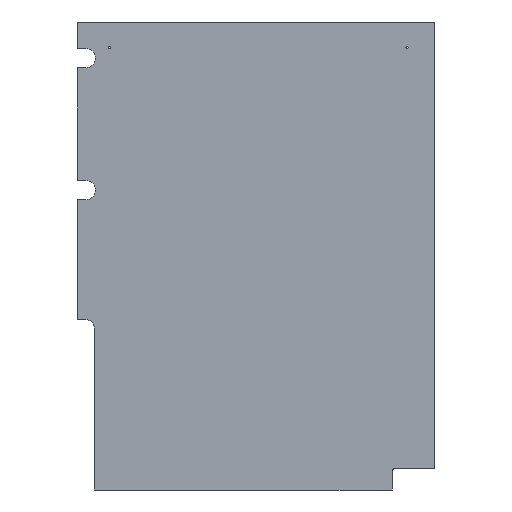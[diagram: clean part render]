
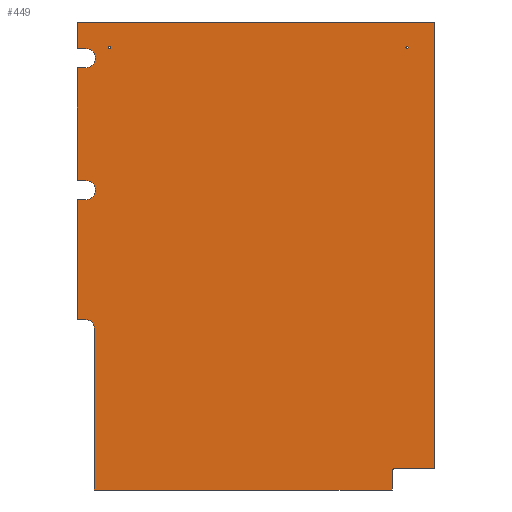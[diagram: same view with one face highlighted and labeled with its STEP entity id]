
A CAD part, front view. The second image highlights one B-rep face of the part: STEP entity #449.
In plain terms, the highlighted planar face has unit normal (0, -1, 0).
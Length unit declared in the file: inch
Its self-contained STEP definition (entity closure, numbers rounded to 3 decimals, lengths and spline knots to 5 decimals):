
#22=FACE_BOUND('',#79,.T.);
#23=FACE_BOUND('',#80,.T.);
#32=CIRCLE('',#475,1.125);
#33=CIRCLE('',#480,1.125);
#34=CIRCLE('',#487,0.25);
#35=CIRCLE('',#489,1.);
#36=CIRCLE('',#490,0.125);
#37=CIRCLE('',#491,0.125);
#54=FACE_OUTER_BOUND('',#78,.T.);
#78=EDGE_LOOP('',(#358,#359,#360,#361,#362,#363,#364,#365,#366,#367,#368,
#369,#370,#371,#372,#373,#374,#375));
#79=EDGE_LOOP('',(#376));
#80=EDGE_LOOP('',(#377));
#90=LINE('',#621,#136);
#106=LINE('',#665,#152);
#108=LINE('',#669,#154);
#110=LINE('',#673,#156);
#113=LINE('',#681,#159);
#115=LINE('',#685,#161);
#117=LINE('',#689,#163);
#120=LINE('',#697,#166);
#122=LINE('',#701,#168);
#124=LINE('',#705,#170);
#127=LINE('',#710,#173);
#128=LINE('',#713,#174);
#130=LINE('',#721,#176);
#131=LINE('',#722,#177);
#136=VECTOR('',#503,2.25);
#152=VECTOR('',#535,1.);
#154=VECTOR('',#539,14.125);
#156=VECTOR('',#543,1.);
#159=VECTOR('',#552,1.);
#161=VECTOR('',#556,13.25);
#163=VECTOR('',#560,1.);
#166=VECTOR('',#569,1.);
#168=VECTOR('',#573,3.125);
#170=VECTOR('',#577,42.);
#173=VECTOR('',#582,52.5);
#174=VECTOR('',#585,4.75);
#176=VECTOR('',#595,19.);
#177=VECTOR('',#596,35.);
#182=VERTEX_POINT('',#618);
#183=VERTEX_POINT('',#620);
#202=VERTEX_POINT('',#662);
#203=VERTEX_POINT('',#664);
#204=VERTEX_POINT('',#668);
#205=VERTEX_POINT('',#672);
#206=VERTEX_POINT('',#676);
#207=VERTEX_POINT('',#680);
#208=VERTEX_POINT('',#684);
#209=VERTEX_POINT('',#688);
#210=VERTEX_POINT('',#692);
#211=VERTEX_POINT('',#696);
#212=VERTEX_POINT('',#700);
#213=VERTEX_POINT('',#704);
#214=VERTEX_POINT('',#708);
#215=VERTEX_POINT('',#712);
#216=VERTEX_POINT('',#718);
#217=VERTEX_POINT('',#720);
#218=VERTEX_POINT('',#723);
#219=VERTEX_POINT('',#725);
#222=EDGE_CURVE('',#182,#183,#90,.T.);
#244=EDGE_CURVE('',#202,#203,#106,.T.);
#246=EDGE_CURVE('',#203,#204,#108,.T.);
#248=EDGE_CURVE('',#205,#204,#110,.T.);
#250=EDGE_CURVE('',#205,#206,#32,.T.);
#252=EDGE_CURVE('',#206,#207,#113,.T.);
#254=EDGE_CURVE('',#207,#208,#115,.T.);
#256=EDGE_CURVE('',#209,#208,#117,.T.);
#258=EDGE_CURVE('',#209,#210,#33,.T.);
#260=EDGE_CURVE('',#210,#211,#120,.T.);
#262=EDGE_CURVE('',#211,#212,#122,.T.);
#264=EDGE_CURVE('',#212,#213,#124,.T.);
#267=EDGE_CURVE('',#214,#213,#127,.T.);
#268=EDGE_CURVE('',#214,#215,#128,.T.);
#270=EDGE_CURVE('',#215,#182,#34,.T.);
#271=EDGE_CURVE('',#216,#202,#35,.T.);
#272=EDGE_CURVE('',#217,#216,#130,.T.);
#273=EDGE_CURVE('',#183,#217,#131,.T.);
#274=EDGE_CURVE('',#218,#218,#36,.T.);
#275=EDGE_CURVE('',#219,#219,#37,.T.);
#358=ORIENTED_EDGE('',*,*,#244,.F.);
#359=ORIENTED_EDGE('',*,*,#271,.F.);
#360=ORIENTED_EDGE('',*,*,#272,.F.);
#361=ORIENTED_EDGE('',*,*,#273,.F.);
#362=ORIENTED_EDGE('',*,*,#222,.F.);
#363=ORIENTED_EDGE('',*,*,#270,.F.);
#364=ORIENTED_EDGE('',*,*,#268,.F.);
#365=ORIENTED_EDGE('',*,*,#267,.T.);
#366=ORIENTED_EDGE('',*,*,#264,.F.);
#367=ORIENTED_EDGE('',*,*,#262,.F.);
#368=ORIENTED_EDGE('',*,*,#260,.F.);
#369=ORIENTED_EDGE('',*,*,#258,.F.);
#370=ORIENTED_EDGE('',*,*,#256,.T.);
#371=ORIENTED_EDGE('',*,*,#254,.F.);
#372=ORIENTED_EDGE('',*,*,#252,.F.);
#373=ORIENTED_EDGE('',*,*,#250,.F.);
#374=ORIENTED_EDGE('',*,*,#248,.T.);
#375=ORIENTED_EDGE('',*,*,#246,.F.);
#376=ORIENTED_EDGE('',*,*,#274,.F.);
#377=ORIENTED_EDGE('',*,*,#275,.F.);
#407=PLANE('',#488);
#449=ADVANCED_FACE('',(#54,#22,#23),#407,.T.);
#475=AXIS2_PLACEMENT_3D('',#677,#547,#548);
#480=AXIS2_PLACEMENT_3D('',#693,#564,#565);
#487=AXIS2_PLACEMENT_3D('',#716,#589,#590);
#488=AXIS2_PLACEMENT_3D('',#717,#591,#592);
#489=AXIS2_PLACEMENT_3D('',#719,#593,#594);
#490=AXIS2_PLACEMENT_3D('',#724,#597,#598);
#491=AXIS2_PLACEMENT_3D('',#726,#599,#600);
#503=DIRECTION('',(0.,0.,-1.));
#535=DIRECTION('',(-1.,0.,0.));
#539=DIRECTION('',(0.,0.,1.));
#543=DIRECTION('',(-1.,0.,0.));
#547=DIRECTION('center_axis',(0.,-1.,0.));
#548=DIRECTION('ref_axis',(0.,0.,-1.));
#552=DIRECTION('',(-1.,0.,0.));
#556=DIRECTION('',(0.,0.,1.));
#560=DIRECTION('',(-1.,0.,0.));
#564=DIRECTION('center_axis',(0.,-1.,0.));
#565=DIRECTION('ref_axis',(0.,0.,-1.));
#569=DIRECTION('',(-1.,0.,0.));
#573=DIRECTION('',(0.,0.,1.));
#577=DIRECTION('',(1.,0.,0.));
#582=DIRECTION('',(0.,0.,1.));
#585=DIRECTION('',(-1.,0.,0.));
#589=DIRECTION('center_axis',(0.,-1.,0.));
#590=DIRECTION('ref_axis',(0.,0.,1.));
#591=DIRECTION('center_axis',(0.,-1.,0.));
#592=DIRECTION('ref_axis',(1.,0.,0.));
#593=DIRECTION('center_axis',(0.,-1.,0.));
#594=DIRECTION('ref_axis',(1.,0.,0.));
#595=DIRECTION('',(0.,0.,1.));
#596=DIRECTION('',(-1.,0.,0.));
#597=DIRECTION('center_axis',(0.,-1.,0.));
#598=DIRECTION('ref_axis',(0.,0.,-1.));
#599=DIRECTION('center_axis',(0.,-1.,0.));
#600=DIRECTION('ref_axis',(0.,0.,1.));
#618=CARTESIAN_POINT('',(16.,-21.275,2.25));
#620=CARTESIAN_POINT('',(16.,-21.275,0.));
#621=CARTESIAN_POINT('',(16.,-21.275,2.25));
#662=CARTESIAN_POINT('',(-20.,-21.275,20.));
#664=CARTESIAN_POINT('',(-21.,-21.275,20.));
#665=CARTESIAN_POINT('',(-20.,-21.275,20.));
#668=CARTESIAN_POINT('',(-21.,-21.275,34.125));
#669=CARTESIAN_POINT('',(-21.,-21.275,20.));
#672=CARTESIAN_POINT('',(-20.,-21.275,34.125));
#673=CARTESIAN_POINT('',(-20.,-21.275,34.125));
#676=CARTESIAN_POINT('',(-20.,-21.275,36.375));
#677=CARTESIAN_POINT('Origin',(-20.,-21.275,35.25));
#680=CARTESIAN_POINT('',(-21.,-21.275,36.375));
#681=CARTESIAN_POINT('',(-20.,-21.275,36.375));
#684=CARTESIAN_POINT('',(-21.,-21.275,49.625));
#685=CARTESIAN_POINT('',(-21.,-21.275,36.375));
#688=CARTESIAN_POINT('',(-20.,-21.275,49.625));
#689=CARTESIAN_POINT('',(-20.,-21.275,49.625));
#692=CARTESIAN_POINT('',(-20.,-21.275,51.875));
#693=CARTESIAN_POINT('Origin',(-20.,-21.275,50.75));
#696=CARTESIAN_POINT('',(-21.,-21.275,51.875));
#697=CARTESIAN_POINT('',(-20.,-21.275,51.875));
#700=CARTESIAN_POINT('',(-21.,-21.275,55.));
#701=CARTESIAN_POINT('',(-21.,-21.275,51.875));
#704=CARTESIAN_POINT('',(21.,-21.275,55.));
#705=CARTESIAN_POINT('',(-21.,-21.275,55.));
#708=CARTESIAN_POINT('',(21.,-21.275,2.5));
#710=CARTESIAN_POINT('',(21.,-21.275,2.5));
#712=CARTESIAN_POINT('',(16.25,-21.275,2.5));
#713=CARTESIAN_POINT('',(21.,-21.275,2.5));
#716=CARTESIAN_POINT('Origin',(16.25,-21.275,2.25));
#717=CARTESIAN_POINT('Origin',(0.,-21.275,27.5));
#718=CARTESIAN_POINT('',(-19.,-21.275,19.));
#719=CARTESIAN_POINT('Origin',(-20.,-21.275,19.));
#720=CARTESIAN_POINT('',(-19.,-21.275,0.));
#721=CARTESIAN_POINT('',(-19.,-21.275,0.));
#722=CARTESIAN_POINT('',(16.,-21.275,0.));
#723=CARTESIAN_POINT('',(17.875,-21.275,52.));
#724=CARTESIAN_POINT('Origin',(17.75,-21.275,52.));
#725=CARTESIAN_POINT('',(-17.375,-21.275,52.));
#726=CARTESIAN_POINT('Origin',(-17.25,-21.275,52.));
